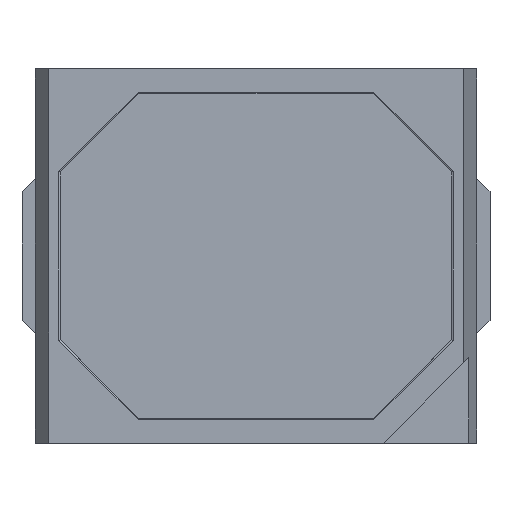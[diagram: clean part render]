
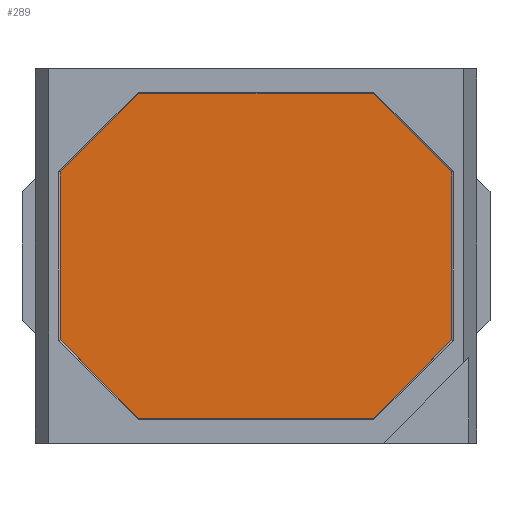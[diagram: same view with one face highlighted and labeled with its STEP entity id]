
A CAD part, top view. The second image highlights one B-rep face of the part: STEP entity #289.
In plain terms, the highlighted planar face has unit normal (0, 0, 1).
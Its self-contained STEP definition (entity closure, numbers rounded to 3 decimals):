
#38=B_SPLINE_CURVE_WITH_KNOTS('',1,(#3349,#3350),.UNSPECIFIED.,.F.,.F.,
(2,2),(-1.76,-0.004),.UNSPECIFIED.);
#41=B_SPLINE_CURVE_WITH_KNOTS('',1,(#3355,#3356),.UNSPECIFIED.,.F.,.F.,
(2,2),(0.004,0.835),.UNSPECIFIED.);
#44=B_SPLINE_CURVE_WITH_KNOTS('',1,(#3361,#3362),.UNSPECIFIED.,.F.,.F.,
(2,2),(0.004,1.26),.UNSPECIFIED.);
#47=B_SPLINE_CURVE_WITH_KNOTS('',1,(#3367,#3368),.UNSPECIFIED.,.F.,.F.,
(2,2),(0.004,0.835),.UNSPECIFIED.);
#50=B_SPLINE_CURVE_WITH_KNOTS('',1,(#3373,#3374),.UNSPECIFIED.,.F.,.F.,
(2,2),(-1.76,-0.004),.UNSPECIFIED.);
#53=B_SPLINE_CURVE_WITH_KNOTS('',1,(#3379,#3380),.UNSPECIFIED.,.F.,.F.,
(2,2),(0.004,0.835),.UNSPECIFIED.);
#56=B_SPLINE_CURVE_WITH_KNOTS('',1,(#3385,#3386),.UNSPECIFIED.,.F.,.F.,
(2,2),(0.004,1.26),.UNSPECIFIED.);
#58=B_SPLINE_CURVE_WITH_KNOTS('',1,(#3389,#3390),.UNSPECIFIED.,.F.,.F.,
(2,2),(0.004,0.835),.UNSPECIFIED.);
#289=ADVANCED_FACE('',(#433),#2277,.T.);
#433=FACE_OUTER_BOUND('',#581,.T.);
#581=EDGE_LOOP('',(#987,#988,#989,#990,#991,#992,#993,#994));
#987=ORIENTED_EDGE('',*,*,#1556,.T.);
#988=ORIENTED_EDGE('',*,*,#1554,.T.);
#989=ORIENTED_EDGE('',*,*,#1551,.T.);
#990=ORIENTED_EDGE('',*,*,#1548,.T.);
#991=ORIENTED_EDGE('',*,*,#1545,.T.);
#992=ORIENTED_EDGE('',*,*,#1542,.T.);
#993=ORIENTED_EDGE('',*,*,#1539,.F.);
#994=ORIENTED_EDGE('',*,*,#1536,.F.);
#1536=EDGE_CURVE('',#2109,#2107,#38,.T.);
#1539=EDGE_CURVE('',#2107,#2110,#41,.T.);
#1542=EDGE_CURVE('',#2113,#2110,#44,.T.);
#1545=EDGE_CURVE('',#2115,#2113,#47,.T.);
#1548=EDGE_CURVE('',#2117,#2115,#50,.T.);
#1551=EDGE_CURVE('',#2119,#2117,#53,.T.);
#1554=EDGE_CURVE('',#2121,#2119,#56,.T.);
#1556=EDGE_CURVE('',#2109,#2121,#58,.T.);
#2107=VERTEX_POINT('',#3314);
#2109=VERTEX_POINT('',#3316);
#2110=VERTEX_POINT('',#3317);
#2113=VERTEX_POINT('',#3320);
#2115=VERTEX_POINT('',#3322);
#2117=VERTEX_POINT('',#3324);
#2119=VERTEX_POINT('',#3326);
#2121=VERTEX_POINT('',#3328);
#2277=PLANE('',#2420);
#2420=AXIS2_PLACEMENT_3D('',#3311,#2469,$);
#2469=DIRECTION('',(0.,0.,1.));
#3311=CARTESIAN_POINT('',(0.275,0.175,0.69));
#3314=CARTESIAN_POINT('',(2.628,2.615,0.69));
#3316=CARTESIAN_POINT('',(0.872,2.615,0.69));
#3317=CARTESIAN_POINT('',(3.215,2.028,0.69));
#3320=CARTESIAN_POINT('',(3.215,0.772,0.69));
#3322=CARTESIAN_POINT('',(2.628,0.185,0.69));
#3324=CARTESIAN_POINT('',(0.872,0.185,0.69));
#3326=CARTESIAN_POINT('',(0.285,0.772,0.69));
#3328=CARTESIAN_POINT('',(0.285,2.028,0.69));
#3349=CARTESIAN_POINT('',(0.872,2.615,0.69));
#3350=CARTESIAN_POINT('',(2.628,2.615,0.69));
#3355=CARTESIAN_POINT('',(2.628,2.615,0.69));
#3356=CARTESIAN_POINT('',(3.215,2.028,0.69));
#3361=CARTESIAN_POINT('',(3.215,0.772,0.69));
#3362=CARTESIAN_POINT('',(3.215,2.028,0.69));
#3367=CARTESIAN_POINT('',(2.628,0.185,0.69));
#3368=CARTESIAN_POINT('',(3.215,0.772,0.69));
#3373=CARTESIAN_POINT('',(0.872,0.185,0.69));
#3374=CARTESIAN_POINT('',(2.628,0.185,0.69));
#3379=CARTESIAN_POINT('',(0.285,0.772,0.69));
#3380=CARTESIAN_POINT('',(0.872,0.185,0.69));
#3385=CARTESIAN_POINT('',(0.285,2.028,0.69));
#3386=CARTESIAN_POINT('',(0.285,0.772,0.69));
#3389=CARTESIAN_POINT('',(0.872,2.615,0.69));
#3390=CARTESIAN_POINT('',(0.285,2.028,0.69));
